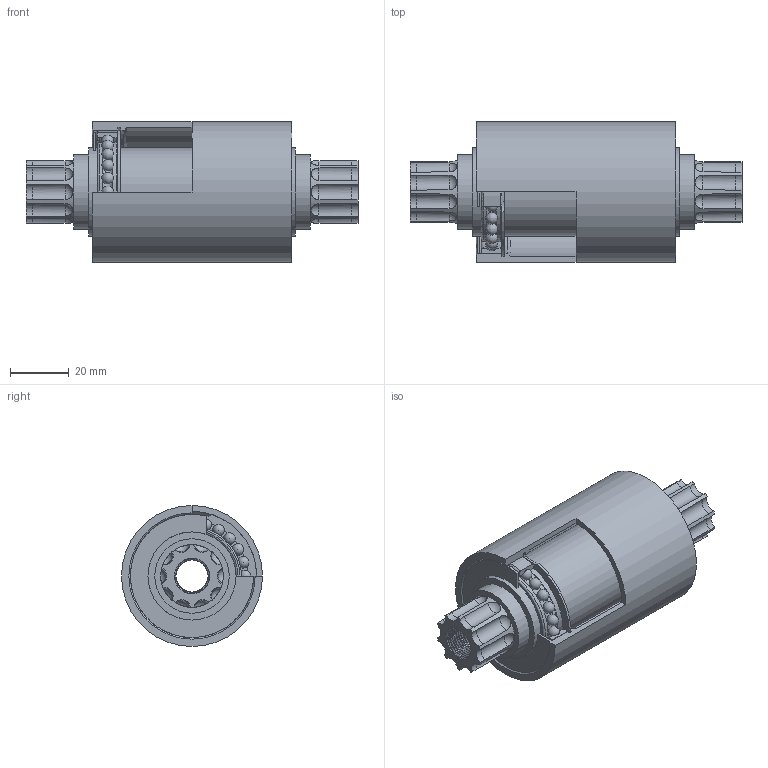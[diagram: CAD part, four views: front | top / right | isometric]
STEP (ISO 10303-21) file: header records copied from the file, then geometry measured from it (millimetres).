
FILE_DESCRIPTION(/* description */ (''),/* implementation_level */ '2;1');
FILE_NAME(/* name */ 'BB_Assembly.stp',/* time_stamp */ '2025-11-18T17:17:40-06:00',/* author */ (''),/* organization */ (''),/* preprocessor_version */ 'ST-DEVELOPER v19.4',/* originating_system */ 'SIEMENS PLM Software NX2212.8301',/* authorisation */ '');
FILE_SCHEMA (('AUTOMOTIVE_DESIGN { 1 0 10303 214 3 1 1 1 }'));
Length unit declared in the file: millimetre
Products named in the file (8): Seal_37499ID; Seal; ISIS_DRIVE; 61806 deep groove bearing_40724ID; 61806 deep groove bearing; VHM-42 Smalley Retaining Ring; BB30_BottomBracketShell_40723ID; BB_Assembly
Assembly tree (8 placements, depth 2):
  BB_Assembly
    BB30_BottomBracketShell_40723ID
    VHM-42 Smalley Retaining Ring  x2
    61806 deep groove bearing
    61806 deep groove bearing_40724ID
    ISIS_DRIVE
    Seal
    Seal_37499ID
Bounding box: 113 x 47.96 x 47.96 mm (x, y, z)
Volume: 80425.9 mm3; surface area: 48281.3 mm2
Topology: 58 solids, 58 shells, 240 faces, 624 edges, 409 vertices
Faces by surface type: cylinder 101, sphere 68, plane 41, torus 20, cone 6, bspline 4
Full cylindrical faces by diameter (mm): 11 x21, 21.3 x2, 25.358 x2, 30 x4, 33.7 x4, 38.35 x2, 41.96 x3, 42 x1, 44 x2, 47.96 x1
Entity records: 9096 total; most frequent: CARTESIAN_POINT 4925, DIRECTION 748, ORIENTED_EDGE 680, AXIS2_PLACEMENT_3D 347, EDGE_CURVE 340, VERTEX_POINT 263, EDGE_LOOP 199, ADVANCED_FACE 177
